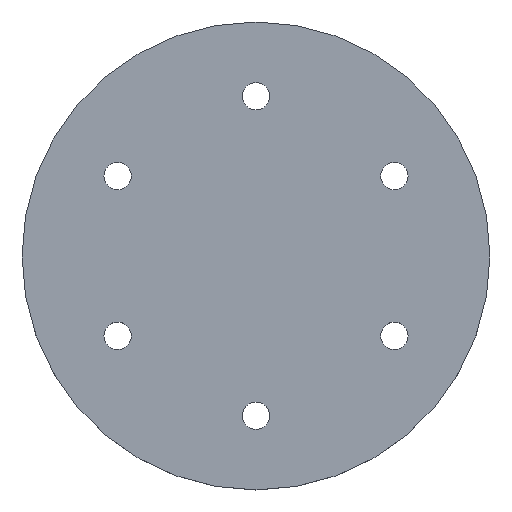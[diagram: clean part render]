
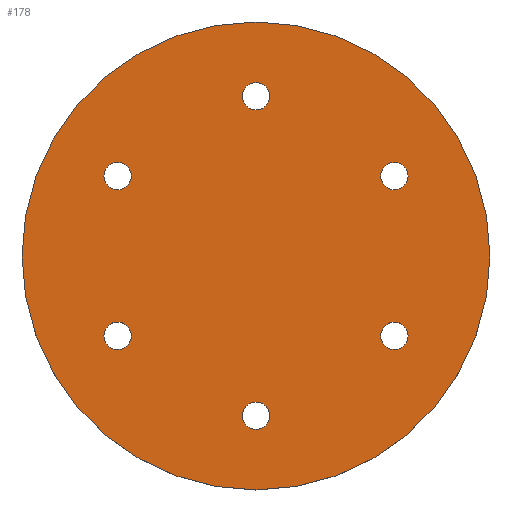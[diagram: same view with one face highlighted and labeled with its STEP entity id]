
A CAD part, top view. The second image highlights one B-rep face of the part: STEP entity #178.
In plain terms, the highlighted planar face has unit normal (0, 0, 1).
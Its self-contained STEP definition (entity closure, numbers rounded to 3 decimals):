
#15=FACE_BOUND('',#46,.T.);
#16=FACE_BOUND('',#47,.T.);
#17=FACE_BOUND('',#48,.T.);
#18=FACE_BOUND('',#49,.T.);
#19=FACE_BOUND('',#50,.T.);
#20=FACE_BOUND('',#51,.T.);
#27=PLANE('',#224);
#36=FACE_OUTER_BOUND('',#45,.T.);
#45=EDGE_LOOP('',(#150));
#46=EDGE_LOOP('',(#151));
#47=EDGE_LOOP('',(#152));
#48=EDGE_LOOP('',(#153));
#49=EDGE_LOOP('',(#154));
#50=EDGE_LOOP('',(#155));
#51=EDGE_LOOP('',(#156));
#73=CIRCLE('',#204,1.2);
#75=CIRCLE('',#207,1.2);
#77=CIRCLE('',#210,1.2);
#79=CIRCLE('',#213,1.2);
#81=CIRCLE('',#216,1.2);
#83=CIRCLE('',#219,1.2);
#85=CIRCLE('',#222,20.5);
#87=VERTEX_POINT('',#283);
#89=VERTEX_POINT('',#289);
#91=VERTEX_POINT('',#295);
#93=VERTEX_POINT('',#301);
#95=VERTEX_POINT('',#307);
#97=VERTEX_POINT('',#313);
#99=VERTEX_POINT('',#319);
#101=EDGE_CURVE('',#87,#87,#73,.T.);
#104=EDGE_CURVE('',#89,#89,#75,.T.);
#107=EDGE_CURVE('',#91,#91,#77,.T.);
#110=EDGE_CURVE('',#93,#93,#79,.T.);
#113=EDGE_CURVE('',#95,#95,#81,.T.);
#116=EDGE_CURVE('',#97,#97,#83,.T.);
#119=EDGE_CURVE('',#99,#99,#85,.T.);
#150=ORIENTED_EDGE('',*,*,#119,.T.);
#151=ORIENTED_EDGE('',*,*,#116,.T.);
#152=ORIENTED_EDGE('',*,*,#113,.T.);
#153=ORIENTED_EDGE('',*,*,#110,.T.);
#154=ORIENTED_EDGE('',*,*,#107,.T.);
#155=ORIENTED_EDGE('',*,*,#104,.T.);
#156=ORIENTED_EDGE('',*,*,#101,.T.);
#178=ADVANCED_FACE('',(#36,#15,#16,#17,#18,#19,#20),#27,.T.);
#204=AXIS2_PLACEMENT_3D('',#284,#230,#231);
#207=AXIS2_PLACEMENT_3D('',#290,#237,#238);
#210=AXIS2_PLACEMENT_3D('',#296,#244,#245);
#213=AXIS2_PLACEMENT_3D('',#302,#251,#252);
#216=AXIS2_PLACEMENT_3D('',#308,#258,#259);
#219=AXIS2_PLACEMENT_3D('',#314,#265,#266);
#222=AXIS2_PLACEMENT_3D('',#320,#272,#273);
#224=AXIS2_PLACEMENT_3D('',#324,#277,#278);
#230=DIRECTION('center_axis',(0.,0.,-1.));
#231=DIRECTION('ref_axis',(-1.,0.,0.));
#237=DIRECTION('center_axis',(0.,0.,-1.));
#238=DIRECTION('ref_axis',(-1.,0.,0.));
#244=DIRECTION('center_axis',(0.,0.,-1.));
#245=DIRECTION('ref_axis',(-1.,0.,0.));
#251=DIRECTION('center_axis',(0.,0.,-1.));
#252=DIRECTION('ref_axis',(-1.,0.,0.));
#258=DIRECTION('center_axis',(0.,0.,-1.));
#259=DIRECTION('ref_axis',(-1.,0.,0.));
#265=DIRECTION('center_axis',(0.,0.,-1.));
#266=DIRECTION('ref_axis',(-1.,0.,0.));
#272=DIRECTION('center_axis',(0.,0.,1.));
#273=DIRECTION('ref_axis',(1.,0.,0.));
#277=DIRECTION('center_axis',(0.,0.,1.));
#278=DIRECTION('ref_axis',(1.,0.,0.));
#283=CARTESIAN_POINT('',(1.2,14.,3.));
#284=CARTESIAN_POINT('Origin',(0.,14.,3.));
#289=CARTESIAN_POINT('',(-10.924,7.,3.));
#290=CARTESIAN_POINT('Origin',(-12.124,7.,3.));
#295=CARTESIAN_POINT('',(-10.924,-7.,3.));
#296=CARTESIAN_POINT('Origin',(-12.124,-7.,3.));
#301=CARTESIAN_POINT('',(1.2,-14.,3.));
#302=CARTESIAN_POINT('Origin',(0.,-14.,3.));
#307=CARTESIAN_POINT('',(13.324,-7.,3.));
#308=CARTESIAN_POINT('Origin',(12.124,-7.,3.));
#313=CARTESIAN_POINT('',(13.324,7.,3.));
#314=CARTESIAN_POINT('Origin',(12.124,7.,3.));
#319=CARTESIAN_POINT('',(-20.5,0.,3.));
#320=CARTESIAN_POINT('Origin',(0.,0.,3.));
#324=CARTESIAN_POINT('Origin',(0.,0.,3.));
